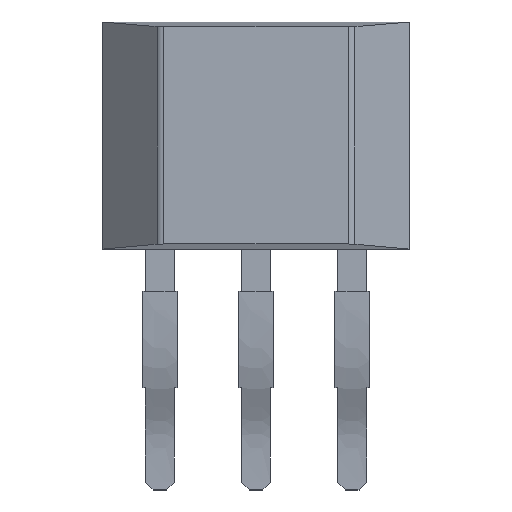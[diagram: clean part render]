
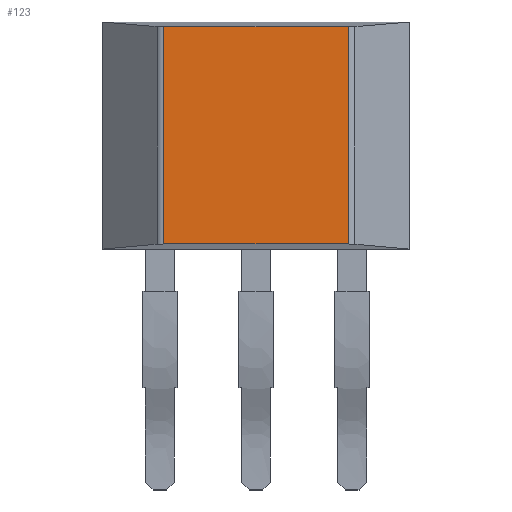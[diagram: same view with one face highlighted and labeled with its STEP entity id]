
A CAD part, top view. The second image highlights one B-rep face of the part: STEP entity #123.
In plain terms, the highlighted planar face has unit normal (0, 0, 1).
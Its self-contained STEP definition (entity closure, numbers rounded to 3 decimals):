
#123=ADVANCED_FACE('',(#191),#1086,.T.);
#191=FACE_OUTER_BOUND('',#259,.T.);
#259=EDGE_LOOP('',(#567,#568,#569,#570));
#567=ORIENTED_EDGE('',*,*,#751,.T.);
#568=ORIENTED_EDGE('',*,*,#727,.T.);
#569=ORIENTED_EDGE('',*,*,#750,.F.);
#570=ORIENTED_EDGE('',*,*,#747,.F.);
#727=EDGE_CURVE('',#1007,#1008,#891,.T.);
#747=EDGE_CURVE('',#1024,#1023,#911,.T.);
#750=EDGE_CURVE('',#1023,#1008,#914,.T.);
#751=EDGE_CURVE('',#1024,#1007,#915,.T.);
#891=B_SPLINE_CURVE_WITH_KNOTS('',1,(#5126,#5127),.UNSPECIFIED.,.F.,.F.,
(2,2),(0.,2.435),.UNSPECIFIED.);
#911=B_SPLINE_CURVE_WITH_KNOTS('',1,(#5192,#5193),.UNSPECIFIED.,.F.,.F.,
(2,2),(-2.435,0.),.UNSPECIFIED.);
#914=B_SPLINE_CURVE_WITH_KNOTS('',1,(#5201,#5202),.UNSPECIFIED.,.F.,.F.,
(2,2),(-2.867,0.),.UNSPECIFIED.);
#915=B_SPLINE_CURVE_WITH_KNOTS('',1,(#5203,#5204),.UNSPECIFIED.,.F.,.F.,
(2,2),(-2.867,0.),.UNSPECIFIED.);
#1007=VERTEX_POINT('',#5101);
#1008=VERTEX_POINT('',#5102);
#1023=VERTEX_POINT('',#5117);
#1024=VERTEX_POINT('',#5118);
#1086=PLANE('',#1134);
#1134=AXIS2_PLACEMENT_3D('',#5042,#1165,$);
#1165=DIRECTION('',(0.,0.,1.));
#5042=CARTESIAN_POINT('',(-1.467,-1.727,1.57));
#5101=CARTESIAN_POINT('',(-1.217,-1.434,1.57));
#5102=CARTESIAN_POINT('',(1.217,-1.434,1.57));
#5117=CARTESIAN_POINT('',(1.217,1.434,1.57));
#5118=CARTESIAN_POINT('',(-1.217,1.434,1.57));
#5126=CARTESIAN_POINT('',(-1.217,-1.434,1.57));
#5127=CARTESIAN_POINT('',(1.217,-1.434,1.57));
#5192=CARTESIAN_POINT('',(-1.217,1.434,1.57));
#5193=CARTESIAN_POINT('',(1.217,1.434,1.57));
#5201=CARTESIAN_POINT('',(1.217,1.434,1.57));
#5202=CARTESIAN_POINT('',(1.217,-1.434,1.57));
#5203=CARTESIAN_POINT('',(-1.217,1.434,1.57));
#5204=CARTESIAN_POINT('',(-1.217,-1.434,1.57));
